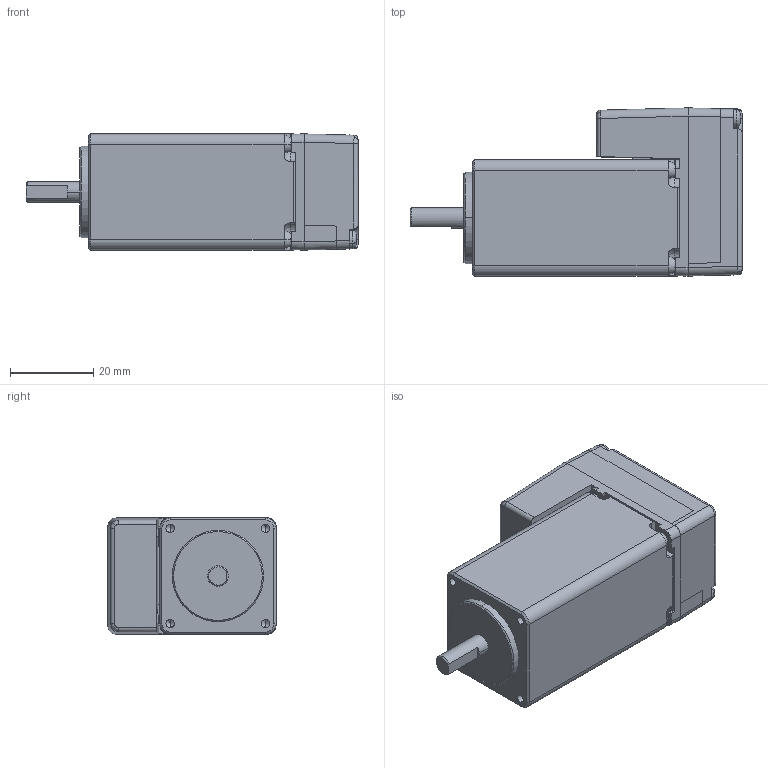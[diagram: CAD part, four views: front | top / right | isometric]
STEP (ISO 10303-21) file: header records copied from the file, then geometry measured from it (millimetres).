
FILE_DESCRIPTION (( 'STEP AP203' ), '1' );
FILE_NAME ('P16-MO-028-03-R00.STEP', '2018-07-04T02:33:11', ( '' ), ( '' ), 'SwSTEP 2.0', 'SolidWorks 2013', '' );
FILE_SCHEMA (( 'CONFIG_CONTROL_DESIGN' ));
Length unit declared in the file: millimetre
Products named in the file (12): M1L-EC-028-03-R00; P16-MO-028-03-R00; pan cross head_ks_KS 1023 PC- M2.5 x 8-N; BM12B-GHS-TBT; Condensador 10_17.5; 20PS-JMCS-G-1B-TF(N); M16-EC-028-01-R00; 20R-JMCS-G-B-TF(NSA); M16-EC-028-02-R00; PCB-1-04; PCB-2-04; M1L-MO-028-03-R01
Assembly tree (12 placements, depth 2):
  P16-MO-028-03-R00
    M16-EC-028-01-R00
    M16-EC-028-02-R00
    PCB-1-04
    PCB-2-04
    M1L-EC-028-03-R00
    pan cross head_ks_KS 1023 PC- M2.5 x 8-N  x2
    BM12B-GHS-TBT
    Condensador 10_17.5
    20PS-JMCS-G-1B-TF(N)
    20R-JMCS-G-B-TF(NSA)
    M1L-MO-028-03-R01
Bounding box: 80 x 40.5 x 28 mm (x, y, z)
Volume: 50301.3 mm3; surface area: 22042.4 mm2
Topology: 12 solids, 12 shells, 1136 faces, 3142 edges, 2029 vertices
Faces by surface type: plane 903, cylinder 136, cone 63, bspline 13, sphere 13, torus 8
Entity records: 36164 total; most frequent: CARTESIAN_POINT 6847, ORIENTED_EDGE 6048, DIRECTION 5499, EDGE_CURVE 3024, VECTOR 2555, LINE 2555, VERTEX_POINT 1970, AXIS2_PLACEMENT_3D 1472
